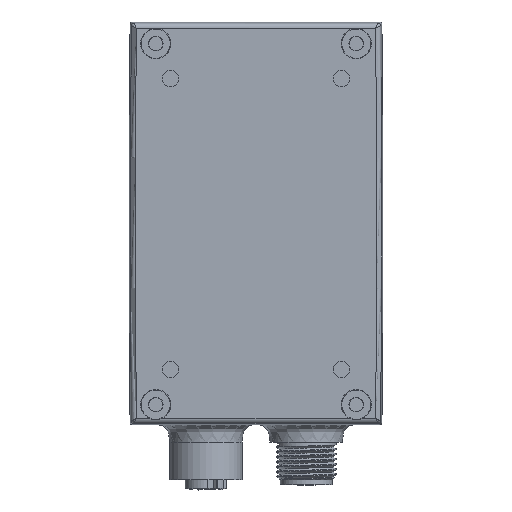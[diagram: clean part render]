
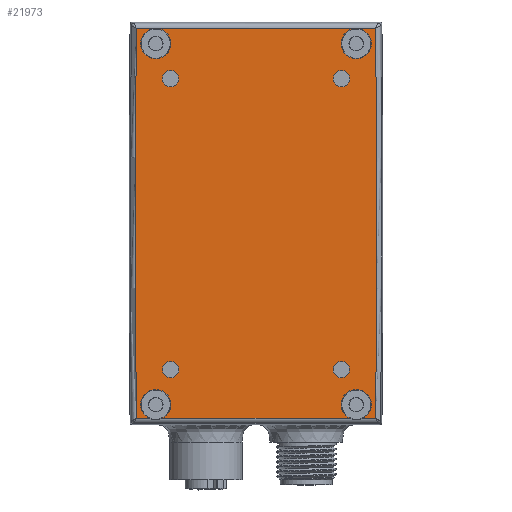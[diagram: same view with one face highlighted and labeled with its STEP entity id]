
A CAD part, top view. The second image highlights one B-rep face of the part: STEP entity #21973.
In plain terms, the highlighted planar face has unit normal (0, 0, 1).
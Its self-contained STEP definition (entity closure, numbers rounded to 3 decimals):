
#1=CARTESIAN_POINT('',(-3975.1,0.,5.));
#2=DIRECTION('',(0.,0.,1.));
#3=DIRECTION('',(1.,-0.01,0.));
#4=AXIS2_PLACEMENT_3D('',#1,#2,#3);
#6=DIRECTION('',(1.,0.,0.));
#7=VECTOR('',#6,2.642);
#8=CARTESIAN_POINT('',(21.231,-38.746,5.));
#9=LINE('',#8,#7);
#10=CARTESIAN_POINT('',(20.,-36.,5.));
#11=DIRECTION('',(0.,0.,1.));
#12=DIRECTION('',(0.409,-0.913,0.));
#13=AXIS2_PLACEMENT_3D('',#10,#11,#12);
#15=CARTESIAN_POINT('',(20.,-36.,5.));
#16=DIRECTION('',(0.,0.,1.));
#17=DIRECTION('',(1.,0.,0.));
#18=AXIS2_PLACEMENT_3D('',#15,#16,#17);
#20=CARTESIAN_POINT('',(20.,-36.,5.));
#21=DIRECTION('',(0.,0.,1.));
#22=DIRECTION('',(-1.,0.,0.));
#23=AXIS2_PLACEMENT_3D('',#20,#21,#22);
#25=DIRECTION('',(1.,0.,0.));
#26=VECTOR('',#25,37.538);
#27=CARTESIAN_POINT('',(-18.769,-38.746,5.));
#28=LINE('',#27,#26);
#29=CARTESIAN_POINT('',(-20.,-36.,5.));
#30=DIRECTION('',(0.,0.,-1.));
#31=DIRECTION('',(1.,0.,0.));
#32=AXIS2_PLACEMENT_3D('',#29,#30,#31);
#34=CARTESIAN_POINT('',(-20.,-36.,5.));
#35=DIRECTION('',(0.,0.,-1.));
#36=DIRECTION('',(-1.,0.,0.));
#37=AXIS2_PLACEMENT_3D('',#34,#35,#36);
#39=CARTESIAN_POINT('',(-20.,-36.,5.));
#40=DIRECTION('',(0.,0.,-1.));
#41=DIRECTION('',(-0.409,-0.913,0.));
#42=AXIS2_PLACEMENT_3D('',#39,#40,#41);
#44=DIRECTION('',(1.,0.,0.));
#45=VECTOR('',#44,2.642);
#46=CARTESIAN_POINT('',(-23.873,-38.746,5.));
#47=LINE('',#46,#45);
#48=CARTESIAN_POINT('',(3975.1,0.,5.));
#49=DIRECTION('',(0.,0.,1.));
#50=DIRECTION('',(-1.,0.01,0.));
#51=AXIS2_PLACEMENT_3D('',#48,#49,#50);
#53=DIRECTION('',(-1.,0.,0.));
#54=VECTOR('',#53,47.74);
#55=CARTESIAN_POINT('',(23.87,39.061,5.));
#56=LINE('',#55,#54);
#57=CARTESIAN_POINT('',(-20.,36.,5.));
#58=DIRECTION('',(0.,0.,1.));
#59=DIRECTION('',(-1.,0.,0.));
#60=AXIS2_PLACEMENT_3D('',#57,#58,#59);
#62=CARTESIAN_POINT('',(-20.,36.,5.));
#63=DIRECTION('',(0.,0.,1.));
#64=DIRECTION('',(1.,0.,0.));
#65=AXIS2_PLACEMENT_3D('',#62,#63,#64);
#67=CARTESIAN_POINT('',(20.,36.,5.));
#68=DIRECTION('',(0.,0.,-1.));
#69=DIRECTION('',(1.,0.,0.));
#70=AXIS2_PLACEMENT_3D('',#67,#68,#69);
#72=CARTESIAN_POINT('',(20.,36.,5.));
#73=DIRECTION('',(0.,0.,-1.));
#74=DIRECTION('',(-1.,0.,0.));
#75=AXIS2_PLACEMENT_3D('',#72,#73,#74);
#77=CARTESIAN_POINT('',(-17.05,29.,5.));
#78=DIRECTION('',(0.,0.,1.));
#79=DIRECTION('',(-1.,0.,0.));
#80=AXIS2_PLACEMENT_3D('',#77,#78,#79);
#82=CARTESIAN_POINT('',(-17.05,29.,5.));
#83=DIRECTION('',(0.,0.,1.));
#84=DIRECTION('',(1.,0.,0.));
#85=AXIS2_PLACEMENT_3D('',#82,#83,#84);
#87=CARTESIAN_POINT('',(17.05,29.,5.));
#88=DIRECTION('',(0.,0.,-1.));
#89=DIRECTION('',(1.,0.,0.));
#90=AXIS2_PLACEMENT_3D('',#87,#88,#89);
#92=CARTESIAN_POINT('',(17.05,29.,5.));
#93=DIRECTION('',(0.,0.,-1.));
#94=DIRECTION('',(-1.,0.,0.));
#95=AXIS2_PLACEMENT_3D('',#92,#93,#94);
#97=CARTESIAN_POINT('',(-17.05,-29.,5.));
#98=DIRECTION('',(0.,0.,-1.));
#99=DIRECTION('',(-1.,0.,0.));
#100=AXIS2_PLACEMENT_3D('',#97,#98,#99);
#102=CARTESIAN_POINT('',(-17.05,-29.,5.));
#103=DIRECTION('',(0.,0.,-1.));
#104=DIRECTION('',(1.,0.,0.));
#105=AXIS2_PLACEMENT_3D('',#102,#103,#104);
#107=CARTESIAN_POINT('',(17.05,-29.,5.));
#108=DIRECTION('',(0.,0.,1.));
#109=DIRECTION('',(1.,0.,0.));
#110=AXIS2_PLACEMENT_3D('',#107,#108,#109);
#112=CARTESIAN_POINT('',(17.05,-29.,5.));
#113=DIRECTION('',(0.,0.,1.));
#114=DIRECTION('',(-1.,0.,0.));
#115=AXIS2_PLACEMENT_3D('',#112,#113,#114);
#20372=CARTESIAN_POINT('',(-18.7,29.,5.));
#20373=CARTESIAN_POINT('',(-15.4,29.,5.));
#20374=VERTEX_POINT('',#20372);
#20375=VERTEX_POINT('',#20373);
#20376=CARTESIAN_POINT('',(18.7,29.,5.));
#20377=CARTESIAN_POINT('',(15.4,29.,5.));
#20378=VERTEX_POINT('',#20376);
#20379=VERTEX_POINT('',#20377);
#20380=CARTESIAN_POINT('',(-18.7,-29.,5.));
#20381=CARTESIAN_POINT('',(-15.4,-29.,5.));
#20382=VERTEX_POINT('',#20380);
#20383=VERTEX_POINT('',#20381);
#20384=CARTESIAN_POINT('',(18.7,-29.,5.));
#20385=CARTESIAN_POINT('',(15.4,-29.,5.));
#20386=VERTEX_POINT('',#20384);
#20387=VERTEX_POINT('',#20385);
#20392=CARTESIAN_POINT('',(23.873,-38.746,5.));
#20393=CARTESIAN_POINT('',(23.87,39.061,5.));
#20394=VERTEX_POINT('',#20392);
#20395=VERTEX_POINT('',#20393);
#20396=CARTESIAN_POINT('',(-23.87,39.061,5.));
#20397=VERTEX_POINT('',#20396);
#20406=CARTESIAN_POINT('',(-23.873,-38.746,5.));
#20407=VERTEX_POINT('',#20406);
#20420=CARTESIAN_POINT('',(-23.01,36.,5.));
#20421=CARTESIAN_POINT('',(-16.99,36.,5.));
#20422=VERTEX_POINT('',#20420);
#20423=VERTEX_POINT('',#20421);
#20432=CARTESIAN_POINT('',(23.01,36.,5.));
#20433=CARTESIAN_POINT('',(16.99,36.,5.));
#20434=VERTEX_POINT('',#20432);
#20435=VERTEX_POINT('',#20433);
#20444=CARTESIAN_POINT('',(-23.01,-36.,5.));
#20445=CARTESIAN_POINT('',(-16.99,-36.,5.));
#20446=VERTEX_POINT('',#20444);
#20447=VERTEX_POINT('',#20445);
#20456=CARTESIAN_POINT('',(23.01,-36.,5.));
#20457=CARTESIAN_POINT('',(16.99,-36.,5.));
#20458=VERTEX_POINT('',#20456);
#20459=VERTEX_POINT('',#20457);
#20484=CARTESIAN_POINT('',(-18.769,-38.746,5.));
#20485=CARTESIAN_POINT('',(18.769,-38.746,5.));
#20486=VERTEX_POINT('',#20484);
#20487=VERTEX_POINT('',#20485);
#20488=CARTESIAN_POINT('',(21.231,-38.746,5.));
#20489=VERTEX_POINT('',#20488);
#20490=CARTESIAN_POINT('',(-21.231,-38.746,5.));
#20491=VERTEX_POINT('',#20490);
#21906=CARTESIAN_POINT('',(0.,0.,5.));
#21907=DIRECTION('',(0.,0.,1.));
#21908=DIRECTION('',(1.,0.,0.));
#21909=AXIS2_PLACEMENT_3D('',#21906,#21907,#21908);
#21910=PLANE('',#21909);
#21912=ORIENTED_EDGE('',*,*,#21911,.F.);
#21914=ORIENTED_EDGE('',*,*,#21913,.F.);
#21916=ORIENTED_EDGE('',*,*,#21915,.T.);
#21918=ORIENTED_EDGE('',*,*,#21917,.T.);
#21920=ORIENTED_EDGE('',*,*,#21919,.T.);
#21922=ORIENTED_EDGE('',*,*,#21921,.F.);
#21924=ORIENTED_EDGE('',*,*,#21923,.F.);
#21926=ORIENTED_EDGE('',*,*,#21925,.F.);
#21928=ORIENTED_EDGE('',*,*,#21927,.F.);
#21930=ORIENTED_EDGE('',*,*,#21929,.F.);
#21932=ORIENTED_EDGE('',*,*,#21931,.F.);
#21934=ORIENTED_EDGE('',*,*,#21933,.F.);
#21935=EDGE_LOOP('',(#21912,#21914,#21916,#21918,#21920,#21922,#21924,#21926,
#21928,#21930,#21932,#21934));
#21936=FACE_OUTER_BOUND('',#21935,.F.);
#21938=ORIENTED_EDGE('',*,*,#21937,.T.);
#21940=ORIENTED_EDGE('',*,*,#21939,.T.);
#21941=EDGE_LOOP('',(#21938,#21940));
#21942=FACE_BOUND('',#21941,.F.);
#21944=ORIENTED_EDGE('',*,*,#21943,.F.);
#21946=ORIENTED_EDGE('',*,*,#21945,.F.);
#21947=EDGE_LOOP('',(#21944,#21946));
#21948=FACE_BOUND('',#21947,.F.);
#21950=ORIENTED_EDGE('',*,*,#21949,.T.);
#21952=ORIENTED_EDGE('',*,*,#21951,.T.);
#21953=EDGE_LOOP('',(#21950,#21952));
#21954=FACE_BOUND('',#21953,.F.);
#21956=ORIENTED_EDGE('',*,*,#21955,.F.);
#21958=ORIENTED_EDGE('',*,*,#21957,.F.);
#21959=EDGE_LOOP('',(#21956,#21958));
#21960=FACE_BOUND('',#21959,.F.);
#21962=ORIENTED_EDGE('',*,*,#21961,.F.);
#21964=ORIENTED_EDGE('',*,*,#21963,.F.);
#21965=EDGE_LOOP('',(#21962,#21964));
#21966=FACE_BOUND('',#21965,.F.);
#21968=ORIENTED_EDGE('',*,*,#21967,.T.);
#21970=ORIENTED_EDGE('',*,*,#21969,.T.);
#21971=EDGE_LOOP('',(#21968,#21970));
#21972=FACE_BOUND('',#21971,.F.);
#21973=ADVANCED_FACE('',(#21936,#21942,#21948,#21954,#21960,#21966,#21972),
#21910,.T.);
#5=CIRCLE('',#4,3999.161);
#14=CIRCLE('',#13,3.01);
#19=CIRCLE('',#18,3.01);
#24=CIRCLE('',#23,3.01);
#33=CIRCLE('',#32,3.01);
#38=CIRCLE('',#37,3.01);
#43=CIRCLE('',#42,3.01);
#52=CIRCLE('',#51,3999.161);
#61=CIRCLE('',#60,3.01);
#66=CIRCLE('',#65,3.01);
#71=CIRCLE('',#70,3.01);
#76=CIRCLE('',#75,3.01);
#81=CIRCLE('',#80,1.65);
#86=CIRCLE('',#85,1.65);
#91=CIRCLE('',#90,1.65);
#96=CIRCLE('',#95,1.65);
#101=CIRCLE('',#100,1.65);
#106=CIRCLE('',#105,1.65);
#111=CIRCLE('',#110,1.65);
#116=CIRCLE('',#115,1.65);
#21911=EDGE_CURVE('',#20394,#20395,#5,.T.);
#21913=EDGE_CURVE('',#20489,#20394,#9,.T.);
#21915=EDGE_CURVE('',#20489,#20458,#14,.T.);
#21917=EDGE_CURVE('',#20458,#20459,#19,.T.);
#21919=EDGE_CURVE('',#20459,#20487,#24,.T.);
#21921=EDGE_CURVE('',#20486,#20487,#28,.T.);
#21923=EDGE_CURVE('',#20447,#20486,#33,.T.);
#21925=EDGE_CURVE('',#20446,#20447,#38,.T.);
#21927=EDGE_CURVE('',#20491,#20446,#43,.T.);
#21929=EDGE_CURVE('',#20407,#20491,#47,.T.);
#21931=EDGE_CURVE('',#20397,#20407,#52,.T.);
#21933=EDGE_CURVE('',#20395,#20397,#56,.T.);
#21937=EDGE_CURVE('',#20422,#20423,#61,.T.);
#21939=EDGE_CURVE('',#20423,#20422,#66,.T.);
#21943=EDGE_CURVE('',#20434,#20435,#71,.T.);
#21945=EDGE_CURVE('',#20435,#20434,#76,.T.);
#21949=EDGE_CURVE('',#20374,#20375,#81,.T.);
#21951=EDGE_CURVE('',#20375,#20374,#86,.T.);
#21955=EDGE_CURVE('',#20378,#20379,#91,.T.);
#21957=EDGE_CURVE('',#20379,#20378,#96,.T.);
#21961=EDGE_CURVE('',#20382,#20383,#101,.T.);
#21963=EDGE_CURVE('',#20383,#20382,#106,.T.);
#21967=EDGE_CURVE('',#20386,#20387,#111,.T.);
#21969=EDGE_CURVE('',#20387,#20386,#116,.T.);
